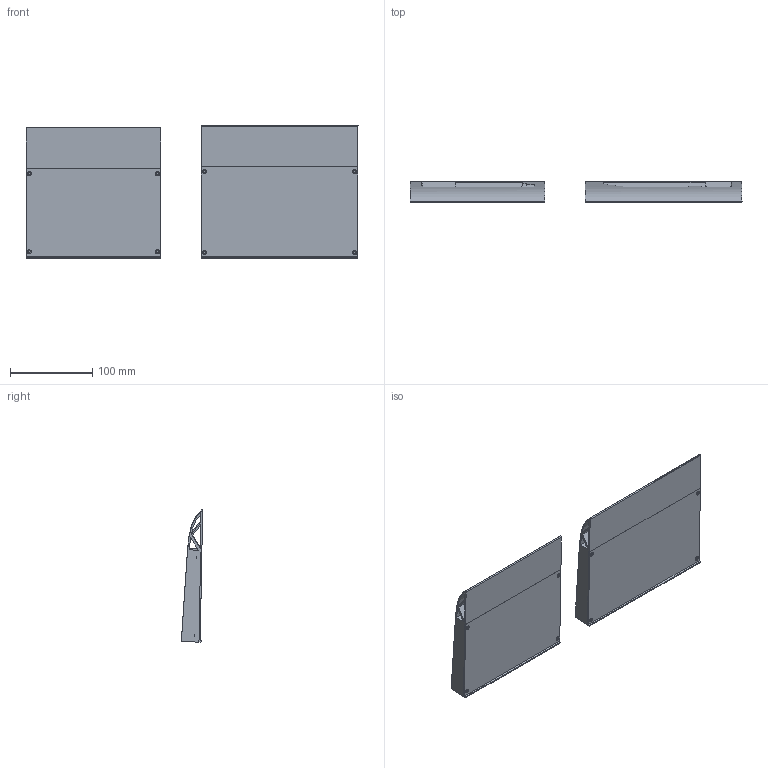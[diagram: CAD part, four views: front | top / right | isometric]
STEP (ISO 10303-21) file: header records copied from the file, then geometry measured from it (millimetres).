
FILE_DESCRIPTION(/* description */ (''),/* implementation_level */ '2;1');
FILE_NAME(/* name */ 'Full Case.step',/* time_stamp */ '2026-01-26T08:23:47Z',/* author */ (''),/* organization */ (''),/* preprocessor_version */ 'ST-DEVELOPER v20.1',/* originating_system */ 'Autodesk Translation Framework v14.21.0.0',/* authorisation */ '');
FILE_SCHEMA (('AUTOMOTIVE_DESIGN { 1 0 10303 214 3 1 1 }'));
Length unit declared in the file: millimetre
Products named in the file (4): Full Keyboard; Right Case; Left Case; betery+mount
Assembly tree (4 placements, depth 3):
  Full Keyboard
    Right Case
      betery+mount
    Left Case
      betery+mount
Bounding box: 403.79 x 25.89 x 161.12 mm (x, y, z)
Volume: 416438.2 mm3; surface area: 283556.3 mm2
Topology: 6 solids, 6 shells, 735 faces, 1981 edges, 1304 vertices
Faces by surface type: plane 441, cylinder 272, cone 16, bspline 6
Full cylindrical faces by diameter (mm): 3 x18, 4 x26, 6 x8
Entity records: 22630 total; most frequent: CARTESIAN_POINT 4145, DIRECTION 3841, ORIENTED_EDGE 3780, EDGE_CURVE 1890, LINE 1321, VECTOR 1321, AXIS2_PLACEMENT_3D 1260, VERTEX_POINT 1246
